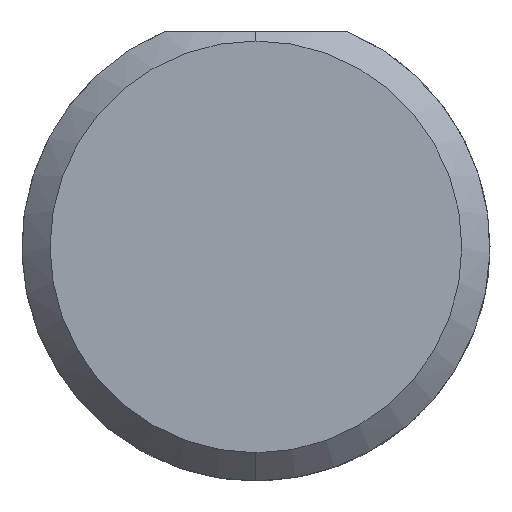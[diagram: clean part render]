
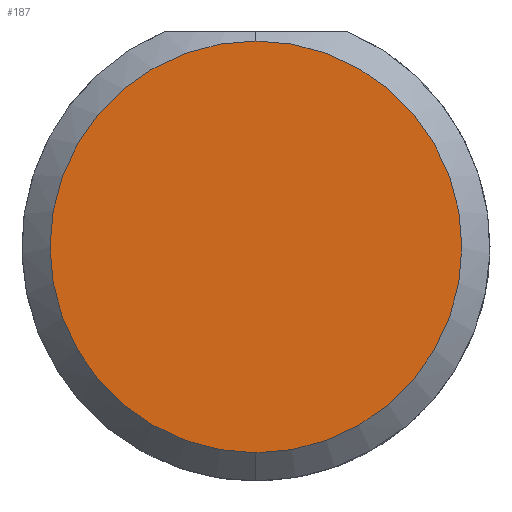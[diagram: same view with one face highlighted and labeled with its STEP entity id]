
A CAD part, left-side view. The second image highlights one B-rep face of the part: STEP entity #187.
In plain terms, the highlighted planar face has unit normal (-1, 0, 0).
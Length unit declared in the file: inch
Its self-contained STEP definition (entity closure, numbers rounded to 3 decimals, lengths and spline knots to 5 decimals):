
#6 = DIRECTION ( 'NONE',  ( -1., 0., 0. ) ) ;
#7 = DIRECTION ( 'NONE',  ( 0., 0., 1. ) ) ;
#16 = CARTESIAN_POINT ( 'NONE',  ( 0., 0., 0. ) ) ;
#33 = PLANE ( 'NONE',  #209 ) ;
#118 = CIRCLE ( 'NONE', #273, 0.10985 ) ;
#187 = ADVANCED_FACE ( 'NONE', ( #344 ), #33, .F. ) ;
#209 = AXIS2_PLACEMENT_3D ( 'NONE', #283, #518, #481 ) ;
#252 = DIRECTION ( 'NONE',  ( 0., 0., 1. ) ) ;
#255 = ORIENTED_EDGE ( 'NONE', *, *, #361, .T. ) ;
#273 = AXIS2_PLACEMENT_3D ( 'NONE', #16, #614, #7 ) ;
#283 = CARTESIAN_POINT ( 'NONE',  ( 0., 0., 0. ) ) ;
#344 = FACE_OUTER_BOUND ( 'NONE', #667, .T. ) ;
#361 = EDGE_CURVE ( 'NONE', #386, #375, #118, .T. ) ;
#375 = VERTEX_POINT ( 'NONE', #627 ) ;
#386 = VERTEX_POINT ( 'NONE', #393 ) ;
#393 = CARTESIAN_POINT ( 'NONE',  ( 0., 0., -0.10985 ) ) ;
#429 = CARTESIAN_POINT ( 'NONE',  ( 0., 0., 0. ) ) ;
#481 = DIRECTION ( 'NONE',  ( 0., 0., -1. ) ) ;
#518 = DIRECTION ( 'NONE',  ( 1., 0., 0. ) ) ;
#614 = DIRECTION ( 'NONE',  ( -1., 0., 0. ) ) ;
#627 = CARTESIAN_POINT ( 'NONE',  ( 0., 0., 0.10985 ) ) ;
#650 = AXIS2_PLACEMENT_3D ( 'NONE', #429, #6, #252 ) ;
#665 = EDGE_CURVE ( 'NONE', #375, #386, #674, .T. ) ;
#667 = EDGE_LOOP ( 'NONE', ( #255, #743 ) ) ;
#674 = CIRCLE ( 'NONE', #650, 0.10985 ) ;
#743 = ORIENTED_EDGE ( 'NONE', *, *, #665, .T. ) ;
